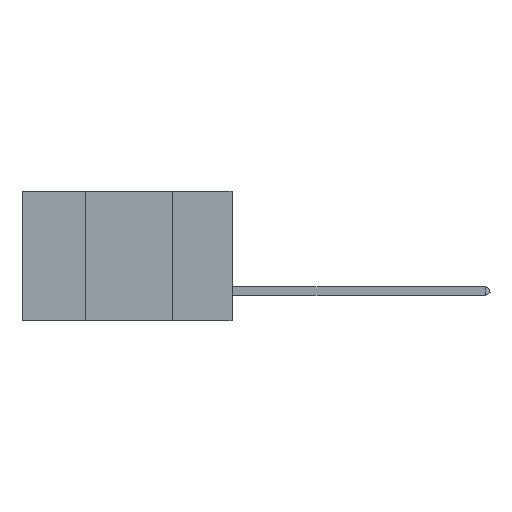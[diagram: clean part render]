
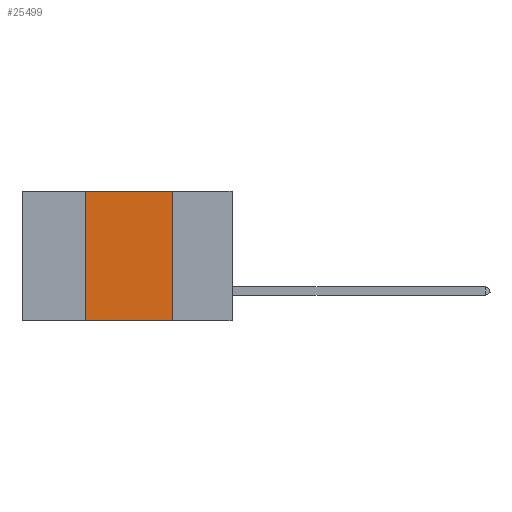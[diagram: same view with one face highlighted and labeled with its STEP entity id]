
A CAD part, left-side view. The second image highlights one B-rep face of the part: STEP entity #25499.
In plain terms, the highlighted planar face has unit normal (-1, 0, 0).
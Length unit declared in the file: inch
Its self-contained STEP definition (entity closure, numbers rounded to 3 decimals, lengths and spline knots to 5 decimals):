
#368 = VECTOR ( 'NONE', #6327, 39.37008 ) ;
#1807 = VECTOR ( 'NONE', #8594, 39.37008 ) ;
#2150 = VERTEX_POINT ( 'NONE', #18622 ) ;
#3342 = CARTESIAN_POINT ( 'NONE',  ( 0., 0.17, 0. ) ) ;
#3579 = EDGE_CURVE ( 'NONE', #2150, #30767, #35609, .T. ) ;
#3593 = ORIENTED_EDGE ( 'NONE', *, *, #11279, .F. ) ;
#5893 = LINE ( 'NONE', #15825, #15564 ) ;
#6327 = DIRECTION ( 'NONE',  ( 0., -1., 0. ) ) ;
#7899 = LINE ( 'NONE', #17403, #368 ) ;
#8163 = DIRECTION ( 'NONE',  ( 0., 0., -1. ) ) ;
#8594 = DIRECTION ( 'NONE',  ( 0., 0., -1. ) ) ;
#8655 = EDGE_LOOP ( 'NONE', ( #9301, #29096, #3593, #15086 ) ) ;
#9301 = ORIENTED_EDGE ( 'NONE', *, *, #36498, .F. ) ;
#11208 = VERTEX_POINT ( 'NONE', #29216 ) ;
#11279 = EDGE_CURVE ( 'NONE', #2150, #11208, #5893, .T. ) ;
#15086 = ORIENTED_EDGE ( 'NONE', *, *, #3579, .T. ) ;
#15564 = VECTOR ( 'NONE', #27058, 39.37008 ) ;
#15825 = CARTESIAN_POINT ( 'NONE',  ( 0., 0.42, 0. ) ) ;
#16547 = DIRECTION ( 'NONE',  ( 1., 0., 0. ) ) ;
#16577 = VECTOR ( 'NONE', #35426, 39.37008 ) ;
#17403 = CARTESIAN_POINT ( 'NONE',  ( 0., 0.6, 0. ) ) ;
#18275 = FACE_OUTER_BOUND ( 'NONE', #8655, .T. ) ;
#18622 = CARTESIAN_POINT ( 'NONE',  ( 0., 0.42, -0.37 ) ) ;
#21352 = CARTESIAN_POINT ( 'NONE',  ( 0., 0.6, -0.37 ) ) ;
#22391 = EDGE_CURVE ( 'NONE', #11208, #30040, #7899, .T. ) ;
#22568 = CARTESIAN_POINT ( 'NONE',  ( 0., 0.17, 0. ) ) ;
#24282 = CARTESIAN_POINT ( 'NONE',  ( 0., 0.17, -0.37 ) ) ;
#24835 = PLANE ( 'NONE',  #27961 ) ;
#25499 = ADVANCED_FACE ( 'NONE', ( #18275 ), #24835, .F. ) ;
#27058 = DIRECTION ( 'NONE',  ( 0., 0., 1. ) ) ;
#27961 = AXIS2_PLACEMENT_3D ( 'NONE', #36095, #16547, #8163 ) ;
#29096 = ORIENTED_EDGE ( 'NONE', *, *, #22391, .F. ) ;
#29216 = CARTESIAN_POINT ( 'NONE',  ( 0., 0.42, 0. ) ) ;
#30040 = VERTEX_POINT ( 'NONE', #3342 ) ;
#30767 = VERTEX_POINT ( 'NONE', #24282 ) ;
#30961 = LINE ( 'NONE', #22568, #1807 ) ;
#35426 = DIRECTION ( 'NONE',  ( 0., -1., 0. ) ) ;
#35609 = LINE ( 'NONE', #21352, #16577 ) ;
#36095 = CARTESIAN_POINT ( 'NONE',  ( 0., 0.6, 0. ) ) ;
#36498 = EDGE_CURVE ( 'NONE', #30040, #30767, #30961, .T. ) ;
